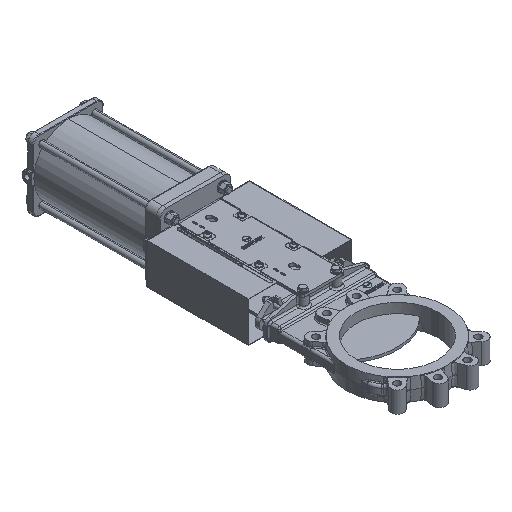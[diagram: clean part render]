
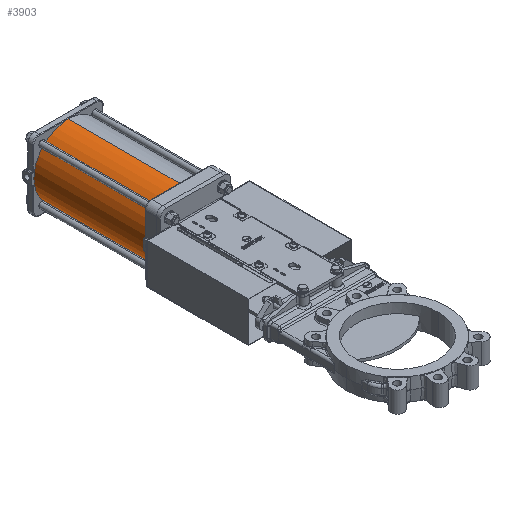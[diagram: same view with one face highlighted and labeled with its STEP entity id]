
A CAD part, isometric view. The second image highlights one B-rep face of the part: STEP entity #3903.
In plain terms, the highlighted cylindrical face has radius 105 mm (diameter 210 mm), a partial arc.
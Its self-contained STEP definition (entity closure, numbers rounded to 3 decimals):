
#3903 = ADVANCED_FACE ( 'NONE', ( #56509 ), #56525, .T. ) ;
#4189 = EDGE_CURVE ( 'NONE', #61657, #61658, #22885, .T. ) ;
#4190 = EDGE_CURVE ( 'NONE', #61655, #61656, #22892, .T. ) ;
#4222 = EDGE_CURVE ( 'NONE', #61657, #61655, #61207, .T. ) ;
#4396 = EDGE_CURVE ( 'NONE', #61658, #61656, #61310, .T. ) ;
#13685 = CARTESIAN_POINT ( 'NONE',  ( 0., 663., -105. ) ) ;
#13686 = CARTESIAN_POINT ( 'NONE',  ( 0., 663., 105. ) ) ;
#13687 = CARTESIAN_POINT ( 'NONE',  ( 0., 1004., -105. ) ) ;
#13688 = CARTESIAN_POINT ( 'NONE',  ( 0., 1004., 105. ) ) ;
#15496 = VECTOR ( 'NONE', #38762, 1000. ) ;
#22885 = CIRCLE ( 'NONE', #22891, 105. ) ;
#22891 = AXIS2_PLACEMENT_3D ( 'NONE', #31858, #31860, #31861 ) ;
#22892 = CIRCLE ( 'NONE', #22893, 105. ) ;
#22893 = AXIS2_PLACEMENT_3D ( 'NONE', #31864, #31866, #31867 ) ;
#24002 = EDGE_LOOP ( 'NONE', ( #42003, #42004, #42001, #42005 ) ) ;
#25238 = CARTESIAN_POINT ( 'NONE',  ( 0., 1004., 0. ) ) ;
#25239 = DIRECTION ( 'NONE',  ( 0., -1., 0. ) ) ;
#25240 = DIRECTION ( 'NONE',  ( 0., 0., -1. ) ) ;
#31715 = VECTOR ( 'NONE', #46945, 1000. ) ;
#31858 = CARTESIAN_POINT ( 'NONE',  ( 0., 1004., 0. ) ) ;
#31860 = DIRECTION ( 'NONE',  ( 0., 1., 0. ) ) ;
#31861 = DIRECTION ( 'NONE',  ( 0., 0., 1. ) ) ;
#31864 = CARTESIAN_POINT ( 'NONE',  ( 0., 663., 0. ) ) ;
#31866 = DIRECTION ( 'NONE',  ( 0., 1., 0. ) ) ;
#31867 = DIRECTION ( 'NONE',  ( 0., 0., 1. ) ) ;
#38761 = CARTESIAN_POINT ( 'NONE',  ( 0., 1004., -105. ) ) ;
#38762 = DIRECTION ( 'NONE',  ( 0., -1., 0. ) ) ;
#42001 = ORIENTED_EDGE ( 'NONE', *, *, #4222, .T. ) ;
#42003 = ORIENTED_EDGE ( 'NONE', *, *, #4396, .F. ) ;
#42004 = ORIENTED_EDGE ( 'NONE', *, *, #4189, .F. ) ;
#42005 = ORIENTED_EDGE ( 'NONE', *, *, #4190, .T. ) ;
#46944 = CARTESIAN_POINT ( 'NONE',  ( 0., 1004., 105. ) ) ;
#46945 = DIRECTION ( 'NONE',  ( 0., -1., 0. ) ) ;
#56509 = FACE_OUTER_BOUND ( 'NONE', #24002, .T. ) ;
#56525 = CYLINDRICAL_SURFACE ( 'NONE', #62980, 105. ) ;
#61207 = LINE ( 'NONE', #38761, #15496 ) ;
#61310 = LINE ( 'NONE', #46944, #31715 ) ;
#61655 = VERTEX_POINT ( 'NONE', #13685 ) ;
#61656 = VERTEX_POINT ( 'NONE', #13686 ) ;
#61657 = VERTEX_POINT ( 'NONE', #13687 ) ;
#61658 = VERTEX_POINT ( 'NONE', #13688 ) ;
#62980 = AXIS2_PLACEMENT_3D ( 'NONE', #25238, #25239, #25240 ) ;
